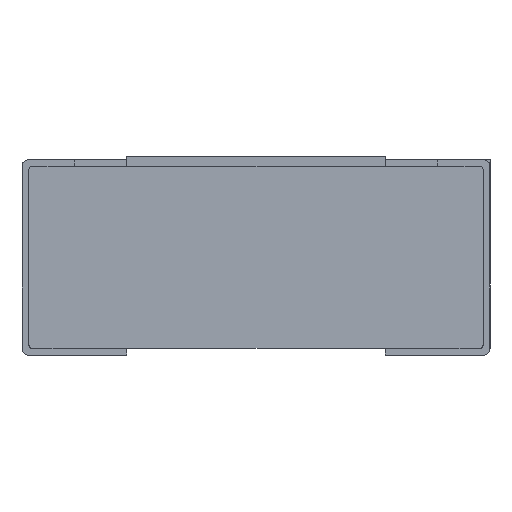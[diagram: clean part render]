
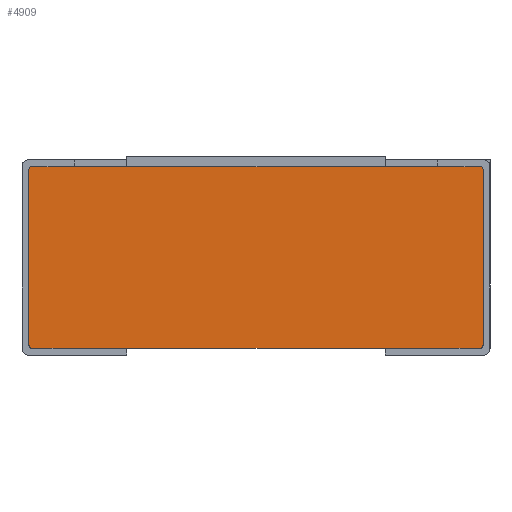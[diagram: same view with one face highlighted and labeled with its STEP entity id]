
A CAD part, left-side view. The second image highlights one B-rep face of the part: STEP entity #4909.
In plain terms, the highlighted planar face has unit normal (-1, 0, 0).
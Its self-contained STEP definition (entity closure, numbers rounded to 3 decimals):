
#361=CIRCLE('',#5196,0.01);
#363=CIRCLE('',#5200,0.01);
#365=CIRCLE('',#5203,0.01);
#367=CIRCLE('',#5207,0.01);
#434=FACE_OUTER_BOUND('',#702,.T.);
#702=EDGE_LOOP('',(#3362,#3363,#3364,#3365,#3366,#3367,#3368,#3369,#3370,
#3371,#3372,#3373,#3374,#3375));
#989=LINE('',#6432,#1504);
#1006=LINE('',#6470,#1521);
#1012=LINE('',#6482,#1527);
#1016=LINE('',#6491,#1531);
#1018=LINE('',#6497,#1533);
#1025=LINE('',#6515,#1540);
#1029=LINE('',#6530,#1544);
#1032=LINE('',#6538,#1547);
#1033=LINE('',#6540,#1548);
#1034=LINE('',#6541,#1549);
#1504=VECTOR('',#5465,10.);
#1521=VECTOR('',#5492,10.);
#1527=VECTOR('',#5500,10.);
#1531=VECTOR('',#5506,10.);
#1533=VECTOR('',#5510,10.);
#1540=VECTOR('',#5525,10.);
#1544=VECTOR('',#5543,10.);
#1547=VECTOR('',#5554,10.);
#1548=VECTOR('',#5557,10.);
#1549=VECTOR('',#5558,10.);
#2015=VERTEX_POINT('',#6429);
#2016=VERTEX_POINT('',#6431);
#2032=VERTEX_POINT('',#6469);
#2035=VERTEX_POINT('',#6476);
#2037=VERTEX_POINT('',#6480);
#2039=VERTEX_POINT('',#6485);
#2041=VERTEX_POINT('',#6489);
#2042=VERTEX_POINT('',#6493);
#2044=VERTEX_POINT('',#6496);
#2048=VERTEX_POINT('',#6505);
#2049=VERTEX_POINT('',#6507);
#2051=VERTEX_POINT('',#6513);
#2053=VERTEX_POINT('',#6522);
#2055=VERTEX_POINT('',#6528);
#2521=EDGE_CURVE('',#2015,#2016,#989,.T.);
#2540=EDGE_CURVE('',#2016,#2032,#1006,.T.);
#2546=EDGE_CURVE('',#2037,#2035,#1012,.T.);
#2550=EDGE_CURVE('',#2041,#2039,#1016,.T.);
#2552=EDGE_CURVE('',#2042,#2044,#1018,.T.);
#2557=EDGE_CURVE('',#2048,#2049,#361,.T.);
#2561=EDGE_CURVE('',#2051,#2048,#1025,.T.);
#2563=EDGE_CURVE('',#2044,#2051,#363,.T.);
#2566=EDGE_CURVE('',#2053,#2037,#365,.T.);
#2569=EDGE_CURVE('',#2055,#2053,#1029,.T.);
#2571=EDGE_CURVE('',#2032,#2055,#367,.T.);
#2574=EDGE_CURVE('',#2049,#2015,#1032,.T.);
#2575=EDGE_CURVE('',#2039,#2042,#1033,.T.);
#2576=EDGE_CURVE('',#2035,#2041,#1034,.T.);
#3362=ORIENTED_EDGE('',*,*,#2574,.F.);
#3363=ORIENTED_EDGE('',*,*,#2557,.F.);
#3364=ORIENTED_EDGE('',*,*,#2561,.F.);
#3365=ORIENTED_EDGE('',*,*,#2563,.F.);
#3366=ORIENTED_EDGE('',*,*,#2552,.F.);
#3367=ORIENTED_EDGE('',*,*,#2575,.F.);
#3368=ORIENTED_EDGE('',*,*,#2550,.F.);
#3369=ORIENTED_EDGE('',*,*,#2576,.F.);
#3370=ORIENTED_EDGE('',*,*,#2546,.F.);
#3371=ORIENTED_EDGE('',*,*,#2566,.F.);
#3372=ORIENTED_EDGE('',*,*,#2569,.F.);
#3373=ORIENTED_EDGE('',*,*,#2571,.F.);
#3374=ORIENTED_EDGE('',*,*,#2540,.F.);
#3375=ORIENTED_EDGE('',*,*,#2521,.F.);
#4752=PLANE('',#5209);
#4909=ADVANCED_FACE('',(#434),#4752,.T.);
#5196=AXIS2_PLACEMENT_3D('',#6508,#5518,#5519);
#5200=AXIS2_PLACEMENT_3D('',#6518,#5530,#5531);
#5203=AXIS2_PLACEMENT_3D('',#6524,#5537,#5538);
#5207=AXIS2_PLACEMENT_3D('',#6533,#5548,#5549);
#5209=AXIS2_PLACEMENT_3D('',#6539,#5555,#5556);
#5465=DIRECTION('',(0.,1.,0.));
#5492=DIRECTION('',(0.,1.,0.));
#5500=DIRECTION('',(0.,-1.,0.));
#5506=DIRECTION('',(0.,-1.,0.));
#5510=DIRECTION('',(0.,-1.,0.));
#5518=DIRECTION('center_axis',(1.,0.,0.));
#5519=DIRECTION('ref_axis',(0.,0.,-1.));
#5525=DIRECTION('',(0.,0.,-1.));
#5530=DIRECTION('center_axis',(1.,0.,0.));
#5531=DIRECTION('ref_axis',(0.,-1.,0.));
#5537=DIRECTION('center_axis',(1.,0.,0.));
#5538=DIRECTION('ref_axis',(0.,0.,1.));
#5543=DIRECTION('',(0.,0.,1.));
#5548=DIRECTION('center_axis',(1.,0.,0.));
#5549=DIRECTION('ref_axis',(0.,1.,0.));
#5554=DIRECTION('',(0.,1.,0.));
#5555=DIRECTION('center_axis',(-1.,0.,0.));
#5556=DIRECTION('ref_axis',(0.,-1.,0.));
#5557=DIRECTION('',(0.,-1.,0.));
#5558=DIRECTION('',(0.,-1.,0.));
#6429=CARTESIAN_POINT('',(-1.615,-0.462,0.025));
#6431=CARTESIAN_POINT('',(-1.615,0.462,0.025));
#6432=CARTESIAN_POINT('',(-1.615,0.,0.025));
#6469=CARTESIAN_POINT('',(-1.615,0.803,0.025));
#6470=CARTESIAN_POINT('',(-1.615,0.803,0.025));
#6476=CARTESIAN_POINT('',(-1.615,0.65,0.675));
#6480=CARTESIAN_POINT('',(-1.615,0.803,0.675));
#6482=CARTESIAN_POINT('',(-1.615,-0.803,0.675));
#6485=CARTESIAN_POINT('',(-1.615,-0.462,0.675));
#6489=CARTESIAN_POINT('',(-1.615,0.463,0.675));
#6491=CARTESIAN_POINT('',(-1.615,-0.803,0.675));
#6493=CARTESIAN_POINT('',(-1.615,-0.65,0.675));
#6496=CARTESIAN_POINT('',(-1.615,-0.803,0.675));
#6497=CARTESIAN_POINT('',(-1.615,-0.803,0.675));
#6505=CARTESIAN_POINT('',(-1.615,-0.813,0.035));
#6507=CARTESIAN_POINT('',(-1.615,-0.803,0.025));
#6508=CARTESIAN_POINT('Origin',(-1.615,-0.803,0.035));
#6513=CARTESIAN_POINT('',(-1.615,-0.813,0.665));
#6515=CARTESIAN_POINT('',(-1.615,-0.813,0.035));
#6518=CARTESIAN_POINT('Origin',(-1.615,-0.803,0.665));
#6522=CARTESIAN_POINT('',(-1.615,0.813,0.665));
#6524=CARTESIAN_POINT('Origin',(-1.615,0.803,0.665));
#6528=CARTESIAN_POINT('',(-1.615,0.813,0.035));
#6530=CARTESIAN_POINT('',(-1.615,0.813,0.665));
#6533=CARTESIAN_POINT('Origin',(-1.615,0.803,0.035));
#6538=CARTESIAN_POINT('',(-1.615,0.803,0.025));
#6539=CARTESIAN_POINT('Origin',(-1.615,0.,0.35));
#6540=CARTESIAN_POINT('',(-1.615,-0.278,0.675));
#6541=CARTESIAN_POINT('',(-1.615,0.278,0.675));
